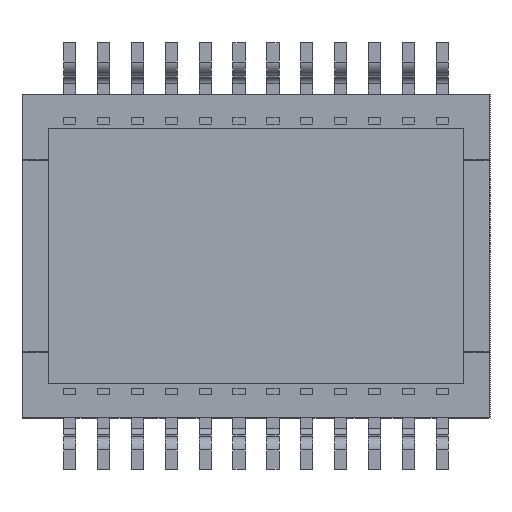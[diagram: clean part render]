
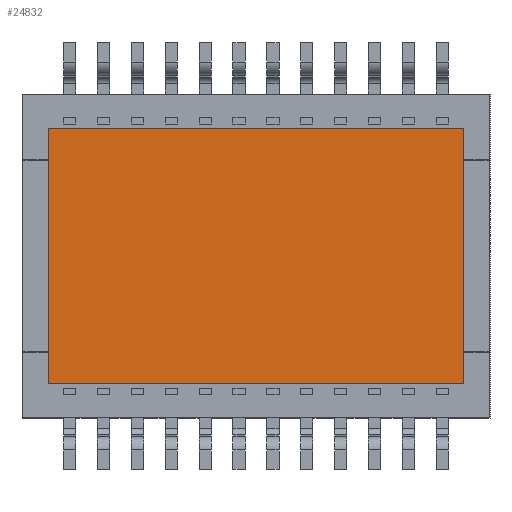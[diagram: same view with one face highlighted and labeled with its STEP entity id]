
A CAD part, front view. The second image highlights one B-rep face of the part: STEP entity #24832.
In plain terms, the highlighted planar face has unit normal (0, -1, 0).
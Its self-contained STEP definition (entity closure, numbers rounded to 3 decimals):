
#5007=DIRECTION('',(0.,0.,1.));
#5008=VECTOR('',#5007,9.55);
#5009=CARTESIAN_POINT('',(87.844,2.9,-24.775));
#5010=LINE('',#5009,#5008);
#5011=DIRECTION('',(1.,0.,0.));
#5012=VECTOR('',#5011,15.57);
#5013=CARTESIAN_POINT('',(72.274,2.9,-24.775));
#5014=LINE('',#5013,#5012);
#5015=DIRECTION('',(0.,0.,-1.));
#5016=VECTOR('',#5015,9.55);
#5017=CARTESIAN_POINT('',(72.274,2.9,-15.225));
#5018=LINE('',#5017,#5016);
#5019=DIRECTION('',(-1.,0.,0.));
#5020=VECTOR('',#5019,15.57);
#5021=CARTESIAN_POINT('',(87.844,2.9,-15.225));
#5022=LINE('',#5021,#5020);
#15769=CARTESIAN_POINT('',(72.274,2.9,-15.225));
#15770=VERTEX_POINT('',#15769);
#15775=CARTESIAN_POINT('',(72.274,2.9,-24.775));
#15776=VERTEX_POINT('',#15775);
#15777=CARTESIAN_POINT('',(87.844,2.9,-24.775));
#15778=VERTEX_POINT('',#15777);
#15783=CARTESIAN_POINT('',(87.844,2.9,-15.225));
#15784=VERTEX_POINT('',#15783);
#24821=CARTESIAN_POINT('',(80.059,2.9,-20.));
#24822=DIRECTION('',(0.,1.,0.));
#24823=DIRECTION('',(-1.,0.,0.));
#24824=AXIS2_PLACEMENT_3D('',#24821,#24822,#24823);
#24825=PLANE('',#24824);
#24826=ORIENTED_EDGE('',*,*,#24756,.F.);
#24827=ORIENTED_EDGE('',*,*,#24778,.F.);
#24828=ORIENTED_EDGE('',*,*,#24792,.F.);
#24829=ORIENTED_EDGE('',*,*,#24813,.F.);
#24830=EDGE_LOOP('',(#24826,#24827,#24828,#24829));
#24831=FACE_OUTER_BOUND('',#24830,.F.);
#24756=EDGE_CURVE('',#15778,#15784,#5010,.T.);
#24778=EDGE_CURVE('',#15776,#15778,#5014,.T.);
#24792=EDGE_CURVE('',#15770,#15776,#5018,.T.);
#24813=EDGE_CURVE('',#15784,#15770,#5022,.T.);
#24832=ADVANCED_FACE('',(#24831),#24825,.F.);
